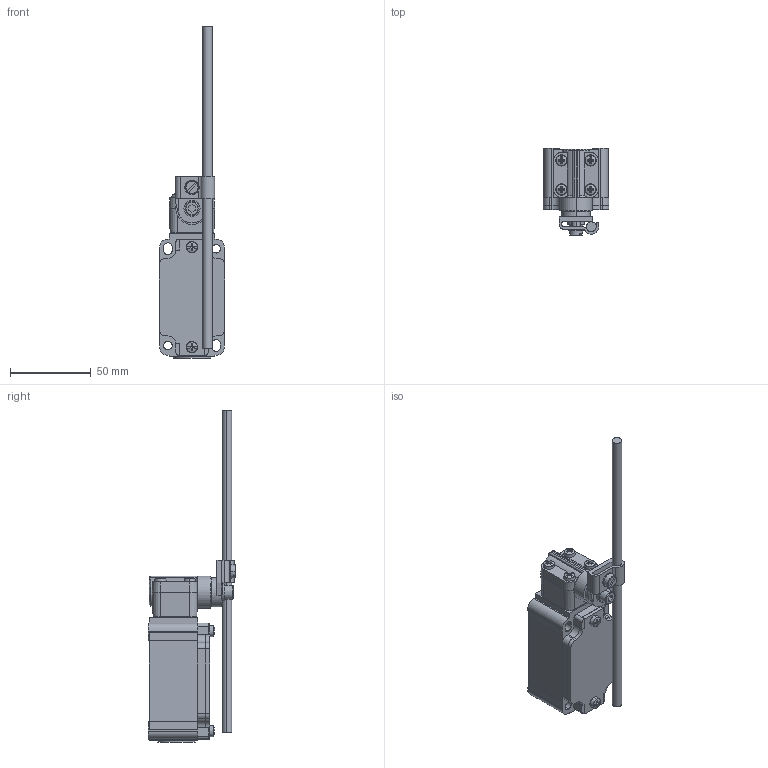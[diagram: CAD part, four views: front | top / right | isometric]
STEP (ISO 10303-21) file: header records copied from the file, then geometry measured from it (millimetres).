
FILE_DESCRIPTION (( 'STEP AP203' ), '1' );
FILE_NAME ('Z4V10H-335-02Z.STEP', '2021-01-07T16:37:39', ( '' ), ( '' ), 'SwSTEP 2.0', 'SolidWorks 2019', '' );
FILE_SCHEMA (( 'CONFIG_CONTROL_DESIGN' ));
Length unit declared in the file: inch
Products named in the file (1): Z4V10H-335-02Z
Bounding box: 40.5 x 54.1 x 205.7 mm (x, y, z)
Volume: 132687.5 mm3; surface area: 38468.5 mm2
Topology: 8 solids, 8 shells, 513 faces, 1254 edges, 780 vertices
Faces by surface type: plane 332, cylinder 130, cone 35, bspline 11, torus 5
Entity records: 15424 total; most frequent: CARTESIAN_POINT 3275, DIRECTION 2504, ORIENTED_EDGE 2500, EDGE_CURVE 1250, AXIS2_PLACEMENT_3D 865, VERTEX_POINT 780, LINE 774, VECTOR 774
